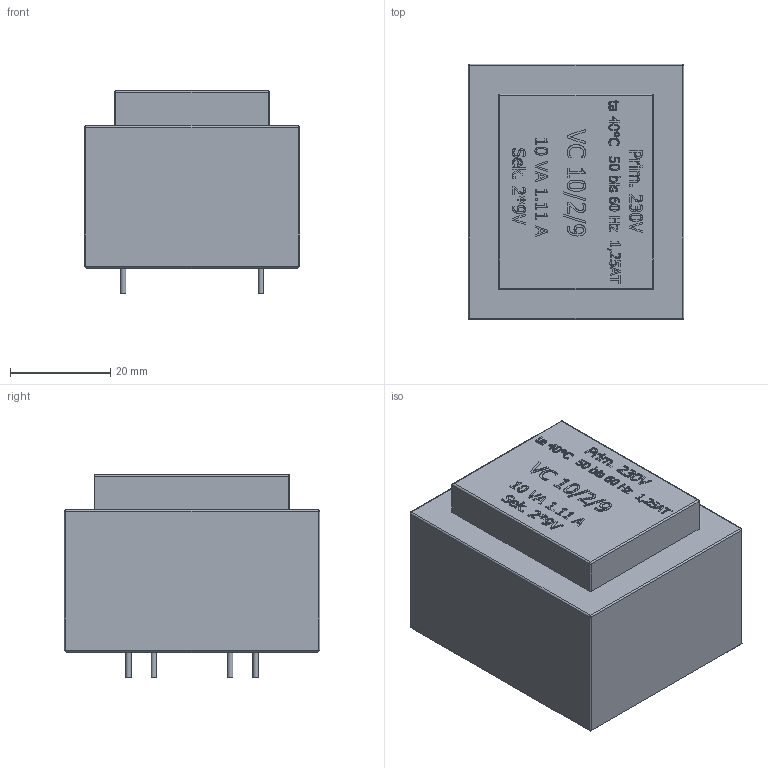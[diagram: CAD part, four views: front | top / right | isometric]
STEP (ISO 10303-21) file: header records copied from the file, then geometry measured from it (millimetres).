
FILE_DESCRIPTION(/* description */ (''),/* implementation_level */ '2;1');
FILE_NAME(/* name */ 'Trafo_VC10_2_9_10VA.step',/* time_stamp */ '2023-01-09T00:10:44+01:00',/* author */ ('BerndHF'),/* organization */ (''),/* preprocessor_version */ 'ST-DEVELOPER v17',/* originating_system */ 'Autodesk Inventor 2019',/* authorisation */ '');
FILE_SCHEMA (('AUTOMOTIVE_DESIGN { 1 0 10303 214 3 1 1 }'));
Length unit declared in the file: millimetre
Products named in the file (1): Trafo_VC10_2_9_10VA
Bounding box: 43 x 51 x 40.6 mm (x, y, z)
Volume: 70844.9 mm3; surface area: 10827.1 mm2
Topology: 7 solids, 7 shells, 871 faces, 2314 edges, 1542 vertices
Faces by surface type: plane 472, bspline 363, cylinder 29, sphere 7
Full cylindrical faces by diameter (mm): 1.1 x6
Entity records: 28762 total; most frequent: CARTESIAN_POINT 9440, ORIENTED_EDGE 4614, DIRECTION 2652, EDGE_CURVE 2307, LINE 1528, VECTOR 1528, VERTEX_POINT 1528, EDGE_LOOP 949
